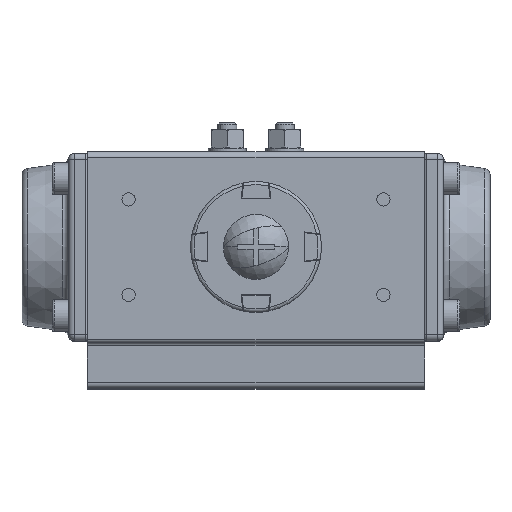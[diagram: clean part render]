
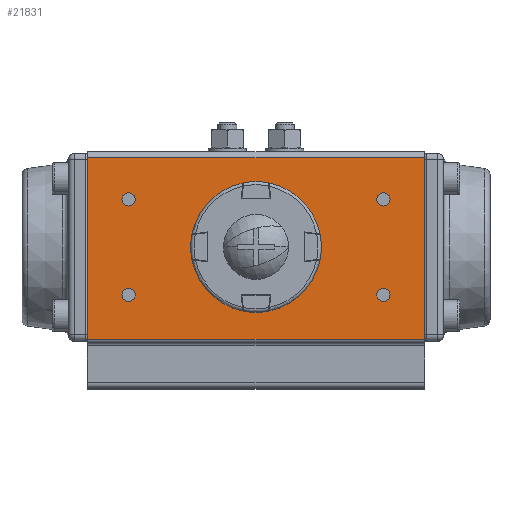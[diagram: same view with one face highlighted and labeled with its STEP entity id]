
A CAD part, top view. The second image highlights one B-rep face of the part: STEP entity #21831.
In plain terms, the highlighted planar face has unit normal (0, 0, 1).
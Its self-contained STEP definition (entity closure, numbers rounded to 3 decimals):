
#21692=CARTESIAN_POINT('',(-53.,28.,122.5));
#21693=DIRECTION('',(-0.,0.,-1.));
#21694=DIRECTION('',(1.,-0.,-0.));
#21695=AXIS2_PLACEMENT_3D('',#21692,#21693,#21694);
#21696=PLANE('',#21695);
#21697=CARTESIAN_POINT('',(37.9,15.,122.5));
#21698=VERTEX_POINT('',#21697);
#21699=CARTESIAN_POINT('',(42.1,15.,122.5));
#21700=VERTEX_POINT('',#21699);
#21701=CARTESIAN_POINT('',(40.,15.,122.5));
#21702=DIRECTION('',(0.,-0.,1.));
#21703=DIRECTION('',(-1.,0.,0.));
#21704=AXIS2_PLACEMENT_3D('',#21701,#21702,#21703);
#21705=CIRCLE('',#21704,2.1);
#21706=EDGE_CURVE('NONE',#21698,#21700,#21705,.T.);
#21707=ORIENTED_EDGE('',*,*,#21706,.F.);
#21708=CARTESIAN_POINT('',(40.,15.,122.5));
#21709=DIRECTION('',(0.,-0.,1.));
#21710=DIRECTION('',(-1.,0.,0.));
#21711=AXIS2_PLACEMENT_3D('',#21708,#21709,#21710);
#21712=CIRCLE('',#21711,2.1);
#21713=EDGE_CURVE('NONE',#21700,#21698,#21712,.T.);
#21714=ORIENTED_EDGE('',*,*,#21713,.F.);
#21715=EDGE_LOOP('',(#21707,#21714));
#21716=FACE_BOUND('',#21715,.T.);
#21717=CARTESIAN_POINT('',(37.9,-15.,122.5));
#21718=VERTEX_POINT('',#21717);
#21719=CARTESIAN_POINT('',(42.1,-15.,122.5));
#21720=VERTEX_POINT('',#21719);
#21721=CARTESIAN_POINT('',(40.,-15.,122.5));
#21722=DIRECTION('',(0.,-0.,1.));
#21723=DIRECTION('',(-1.,0.,0.));
#21724=AXIS2_PLACEMENT_3D('',#21721,#21722,#21723);
#21725=CIRCLE('',#21724,2.1);
#21726=EDGE_CURVE('NONE',#21718,#21720,#21725,.T.);
#21727=ORIENTED_EDGE('',*,*,#21726,.F.);
#21728=CARTESIAN_POINT('',(40.,-15.,122.5));
#21729=DIRECTION('',(0.,-0.,1.));
#21730=DIRECTION('',(-1.,0.,0.));
#21731=AXIS2_PLACEMENT_3D('',#21728,#21729,#21730);
#21732=CIRCLE('',#21731,2.1);
#21733=EDGE_CURVE('NONE',#21720,#21718,#21732,.T.);
#21734=ORIENTED_EDGE('',*,*,#21733,.F.);
#21735=EDGE_LOOP('',(#21727,#21734));
#21736=FACE_BOUND('',#21735,.T.);
#21737=CARTESIAN_POINT('',(-42.1,-15.,122.5));
#21738=VERTEX_POINT('',#21737);
#21739=CARTESIAN_POINT('',(-37.9,-15.,122.5));
#21740=VERTEX_POINT('',#21739);
#21741=CARTESIAN_POINT('',(-40.,-15.,122.5));
#21742=DIRECTION('',(0.,-0.,1.));
#21743=DIRECTION('',(-1.,0.,0.));
#21744=AXIS2_PLACEMENT_3D('',#21741,#21742,#21743);
#21745=CIRCLE('',#21744,2.1);
#21746=EDGE_CURVE('NONE',#21738,#21740,#21745,.T.);
#21747=ORIENTED_EDGE('',*,*,#21746,.F.);
#21748=CARTESIAN_POINT('',(-40.,-15.,122.5));
#21749=DIRECTION('',(0.,-0.,1.));
#21750=DIRECTION('',(-1.,0.,0.));
#21751=AXIS2_PLACEMENT_3D('',#21748,#21749,#21750);
#21752=CIRCLE('',#21751,2.1);
#21753=EDGE_CURVE('NONE',#21740,#21738,#21752,.T.);
#21754=ORIENTED_EDGE('',*,*,#21753,.F.);
#21755=EDGE_LOOP('',(#21747,#21754));
#21756=FACE_BOUND('',#21755,.T.);
#21757=CARTESIAN_POINT('',(-42.1,15.,122.5));
#21758=VERTEX_POINT('',#21757);
#21759=CARTESIAN_POINT('',(-37.9,15.,122.5));
#21760=VERTEX_POINT('',#21759);
#21761=CARTESIAN_POINT('',(-40.,15.,122.5));
#21762=DIRECTION('',(0.,-0.,1.));
#21763=DIRECTION('',(-1.,0.,0.));
#21764=AXIS2_PLACEMENT_3D('',#21761,#21762,#21763);
#21765=CIRCLE('',#21764,2.1);
#21766=EDGE_CURVE('NONE',#21758,#21760,#21765,.T.);
#21767=ORIENTED_EDGE('',*,*,#21766,.F.);
#21768=CARTESIAN_POINT('',(-40.,15.,122.5));
#21769=DIRECTION('',(0.,-0.,1.));
#21770=DIRECTION('',(-1.,0.,0.));
#21771=AXIS2_PLACEMENT_3D('',#21768,#21769,#21770);
#21772=CIRCLE('',#21771,2.1);
#21773=EDGE_CURVE('NONE',#21760,#21758,#21772,.T.);
#21774=ORIENTED_EDGE('',*,*,#21773,.F.);
#21775=EDGE_LOOP('',(#21767,#21774));
#21776=FACE_BOUND('',#21775,.T.);
#21777=CARTESIAN_POINT('',(-52.786,-29.,122.5));
#21778=VERTEX_POINT('',#21777);
#21779=CARTESIAN_POINT('',(52.786,-29.,122.5));
#21780=VERTEX_POINT('',#21779);
#21781=CARTESIAN_POINT('',(-52.786,-29.,122.5));
#21782=DIRECTION('',(1.,-0.,-0.));
#21783=VECTOR('',#21782,105.573);
#21784=LINE('',#21781,#21783);
#21785=EDGE_CURVE('',#21778,#21780,#21784,.T.);
#21786=ORIENTED_EDGE('',*,*,#21785,.T.);
#21787=CARTESIAN_POINT('',(52.786,28.,122.5));
#21788=VERTEX_POINT('',#21787);
#21789=CARTESIAN_POINT('',(52.786,-29.,122.5));
#21790=DIRECTION('',(0.,1.,0.));
#21791=VECTOR('',#21790,57.);
#21792=LINE('',#21789,#21791);
#21793=EDGE_CURVE('',#21780,#21788,#21792,.T.);
#21794=ORIENTED_EDGE('',*,*,#21793,.T.);
#21795=CARTESIAN_POINT('',(-52.786,28.,122.5));
#21796=VERTEX_POINT('',#21795);
#21797=CARTESIAN_POINT('',(-52.786,28.,122.5));
#21798=DIRECTION('',(1.,-0.,-0.));
#21799=VECTOR('',#21798,105.573);
#21800=LINE('',#21797,#21799);
#21801=EDGE_CURVE('',#21796,#21788,#21800,.T.);
#21802=ORIENTED_EDGE('',*,*,#21801,.F.);
#21803=CARTESIAN_POINT('',(-52.786,28.,122.5));
#21804=DIRECTION('',(-0.,-1.,-0.));
#21805=VECTOR('',#21804,57.);
#21806=LINE('',#21803,#21805);
#21807=EDGE_CURVE('',#21796,#21778,#21806,.T.);
#21808=ORIENTED_EDGE('',*,*,#21807,.T.);
#21809=EDGE_LOOP('',(#21786,#21794,#21802,#21808));
#21810=FACE_BOUND('',#21809,.T.);
#21811=CARTESIAN_POINT('',(-7.,-0.,122.5));
#21812=VERTEX_POINT('',#21811);
#21813=CARTESIAN_POINT('',(7.,-0.,122.5));
#21814=VERTEX_POINT('',#21813);
#21815=CARTESIAN_POINT('',(0.,-0.,122.5));
#21816=DIRECTION('',(-0.,0.,-1.));
#21817=DIRECTION('',(-1.,0.,0.));
#21818=AXIS2_PLACEMENT_3D('',#21815,#21816,#21817);
#21819=CIRCLE('',#21818,7.);
#21820=EDGE_CURVE('',#21812,#21814,#21819,.T.);
#21821=ORIENTED_EDGE('',*,*,#21820,.T.);
#21822=CARTESIAN_POINT('',(0.,-0.,122.5));
#21823=DIRECTION('',(-0.,0.,-1.));
#21824=DIRECTION('',(-1.,0.,0.));
#21825=AXIS2_PLACEMENT_3D('',#21822,#21823,#21824);
#21826=CIRCLE('',#21825,7.);
#21827=EDGE_CURVE('',#21814,#21812,#21826,.T.);
#21828=ORIENTED_EDGE('',*,*,#21827,.T.);
#21829=EDGE_LOOP('',(#21821,#21828));
#21830=FACE_BOUND('',#21829,.T.);
#21831=ADVANCED_FACE('',(#21716,#21736,#21756,#21776,#21810,#21830),#21696,.F.);
